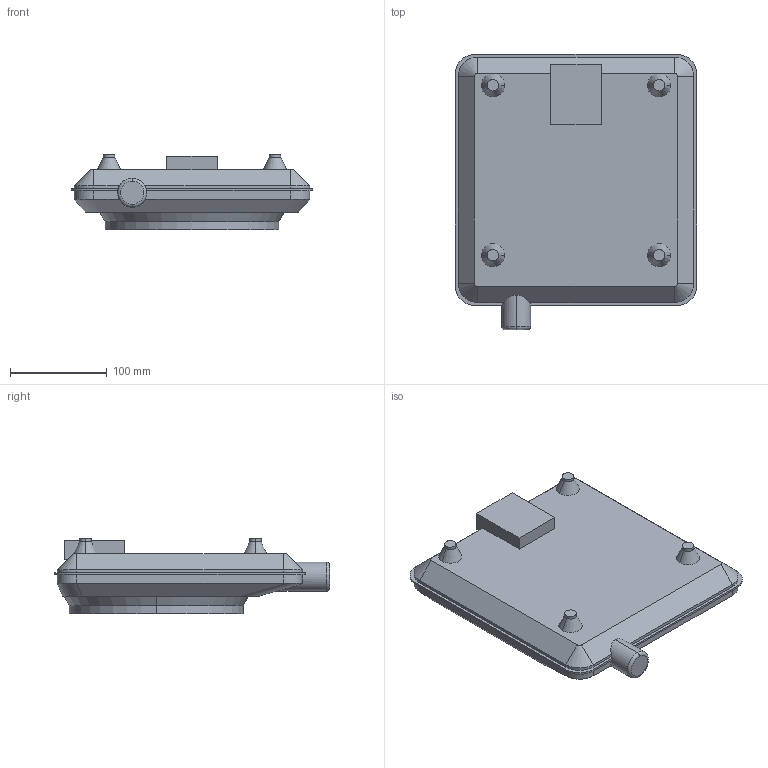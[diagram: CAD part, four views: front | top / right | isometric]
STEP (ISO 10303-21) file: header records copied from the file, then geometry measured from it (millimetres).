
FILE_DESCRIPTION (( 'STEP AP214' ), '1' );
FILE_NAME ('Heizplatte.STEP', '2025-07-17T15:16:42', ( '' ), ( '' ), 'SwSTEP 2.0', 'SolidWorks 2023', '' );
FILE_SCHEMA (( 'AUTOMOTIVE_DESIGN' ));
Length unit declared in the file: millimetre
Products named in the file (1): Heizplatte
Bounding box: 250 x 285 x 78.5 mm (x, y, z)
Volume: 3031659.4 mm3; surface area: 171159.6 mm2
Topology: 1 solids, 1 shells, 77 faces, 194 edges, 124 vertices
Faces by surface type: plane 35, cylinder 24, cone 14, torus 2, bspline 2
Entity records: 2815 total; most frequent: CARTESIAN_POINT 906, DIRECTION 406, ORIENTED_EDGE 388, EDGE_CURVE 194, AXIS2_PLACEMENT_3D 146, VERTEX_POINT 124, LINE 114, VECTOR 114
